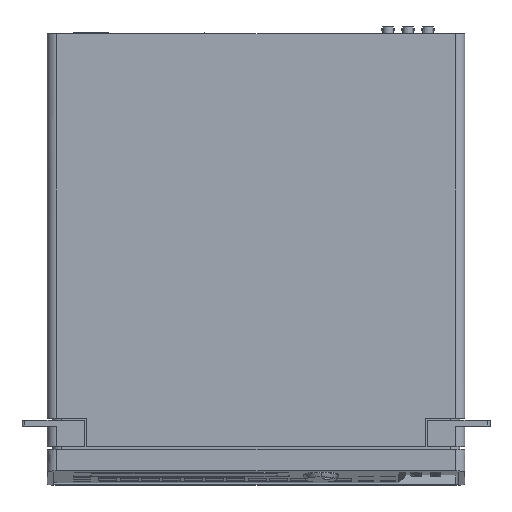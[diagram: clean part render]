
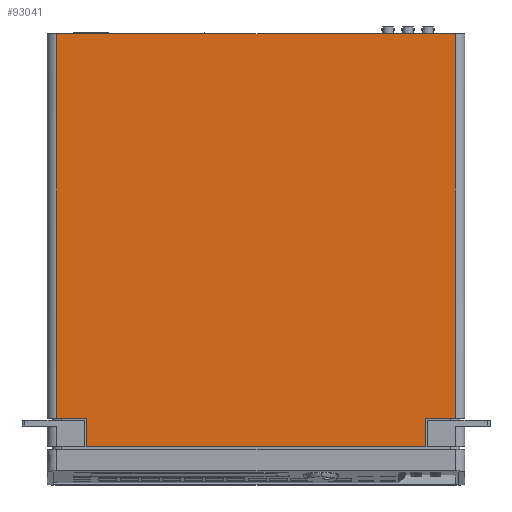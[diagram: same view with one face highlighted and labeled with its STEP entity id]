
A CAD part, top view. The second image highlights one B-rep face of the part: STEP entity #93041.
In plain terms, the highlighted free-form (B-spline) face has degree [1, 1] with [2, 2] control points.
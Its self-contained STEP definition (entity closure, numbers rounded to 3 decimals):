
#92129 = VERTEX_POINT('',#92130);
#92130 = CARTESIAN_POINT('',(-254.306,263.61,
    55.823));
#92136 = EDGE_CURVE('',#92137,#92129,#92139,.T.);
#92137 = VERTEX_POINT('',#92138);
#92138 = CARTESIAN_POINT('',(254.306,263.61,
    55.823));
#92139 = B_SPLINE_CURVE_WITH_KNOTS('',1,(#92140,#92141),.UNSPECIFIED.,
  .F.,.F.,(2,2),(-420.,-10.),.PIECEWISE_BEZIER_KNOTS.);
#92140 = CARTESIAN_POINT('',(254.306,263.61,
    55.823));
#92141 = CARTESIAN_POINT('',(-254.306,263.61,
    55.823));
#92760 = VERTEX_POINT('',#92761);
#92761 = CARTESIAN_POINT('',(-217.091,-227.635,
    55.823));
#92766 = EDGE_CURVE('',#92760,#92767,#92769,.T.);
#92767 = VERTEX_POINT('',#92768);
#92768 = CARTESIAN_POINT('',(-254.306,-227.635,
    55.823));
#92769 = B_SPLINE_CURVE_WITH_KNOTS('',1,(#92770,#92771),.UNSPECIFIED.,
  .F.,.F.,(2,2),(-30.,-0.),.PIECEWISE_BEZIER_KNOTS.);
#92770 = CARTESIAN_POINT('',(-217.091,-227.635,
    55.823));
#92771 = CARTESIAN_POINT('',(-254.306,-227.635,
    55.823));
#92894 = VERTEX_POINT('',#92895);
#92895 = CARTESIAN_POINT('',(254.306,-227.635,
    55.823));
#92901 = EDGE_CURVE('',#92894,#92902,#92904,.T.);
#92902 = VERTEX_POINT('',#92903);
#92903 = CARTESIAN_POINT('',(217.091,-227.635,
    55.823));
#92904 = B_SPLINE_CURVE_WITH_KNOTS('',1,(#92905,#92906),.UNSPECIFIED.,
  .F.,.F.,(2,2),(0.,30.),.PIECEWISE_BEZIER_KNOTS.);
#92905 = CARTESIAN_POINT('',(254.306,-227.635,
    55.823));
#92906 = CARTESIAN_POINT('',(217.091,-227.635,
    55.823));
#92937 = EDGE_CURVE('',#92938,#92940,#92942,.T.);
#92938 = VERTEX_POINT('',#92939);
#92939 = CARTESIAN_POINT('',(-217.091,-263.61,
    55.823));
#92940 = VERTEX_POINT('',#92941);
#92941 = CARTESIAN_POINT('',(217.091,-263.61,
    55.823));
#92942 = B_SPLINE_CURVE_WITH_KNOTS('',1,(#92943,#92944),.UNSPECIFIED.,
  .F.,.F.,(2,2),(40.,390.),.PIECEWISE_BEZIER_KNOTS.);
#92943 = CARTESIAN_POINT('',(-217.091,-263.61,
    55.823));
#92944 = CARTESIAN_POINT('',(217.091,-263.61,
    55.823));
#92993 = EDGE_CURVE('',#92129,#92767,#92994,.T.);
#92994 = B_SPLINE_CURVE_WITH_KNOTS('',1,(#92995,#92996),.UNSPECIFIED.,
  .F.,.F.,(2,2),(-425.,-29.),.PIECEWISE_BEZIER_KNOTS.);
#92995 = CARTESIAN_POINT('',(-254.306,263.61,
    55.823));
#92996 = CARTESIAN_POINT('',(-254.306,-227.635,
    55.823));
#93041 = ADVANCED_FACE('',(#93042),#93064,.T.);
#93042 = FACE_BOUND('',#93043,.T.);
#93043 = EDGE_LOOP('',(#93044,#93049,#93050,#93055,#93056,#93061,#93062,
    #93063));
#93044 = ORIENTED_EDGE('',*,*,#93045,.T.);
#93045 = EDGE_CURVE('',#92760,#92938,#93046,.T.);
#93046 = B_SPLINE_CURVE_WITH_KNOTS('',1,(#93047,#93048),.UNSPECIFIED.,
  .F.,.F.,(2,2),(-0.,29.),.PIECEWISE_BEZIER_KNOTS.);
#93047 = CARTESIAN_POINT('',(-217.091,-227.635,
    55.823));
#93048 = CARTESIAN_POINT('',(-217.091,-263.61,
    55.823));
#93049 = ORIENTED_EDGE('',*,*,#92937,.T.);
#93050 = ORIENTED_EDGE('',*,*,#93051,.F.);
#93051 = EDGE_CURVE('',#92902,#92940,#93052,.T.);
#93052 = B_SPLINE_CURVE_WITH_KNOTS('',1,(#93053,#93054),.UNSPECIFIED.,
  .F.,.F.,(2,2),(-0.,29.),.PIECEWISE_BEZIER_KNOTS.);
#93053 = CARTESIAN_POINT('',(217.091,-227.635,
    55.823));
#93054 = CARTESIAN_POINT('',(217.091,-263.61,
    55.823));
#93055 = ORIENTED_EDGE('',*,*,#92901,.F.);
#93056 = ORIENTED_EDGE('',*,*,#93057,.T.);
#93057 = EDGE_CURVE('',#92894,#92137,#93058,.T.);
#93058 = B_SPLINE_CURVE_WITH_KNOTS('',1,(#93059,#93060),.UNSPECIFIED.,
  .F.,.F.,(2,2),(-396.,0.),.PIECEWISE_BEZIER_KNOTS.);
#93059 = CARTESIAN_POINT('',(254.306,-227.635,
    55.823));
#93060 = CARTESIAN_POINT('',(254.306,263.61,
    55.823));
#93061 = ORIENTED_EDGE('',*,*,#92136,.T.);
#93062 = ORIENTED_EDGE('',*,*,#92993,.T.);
#93063 = ORIENTED_EDGE('',*,*,#92766,.F.);
#93064 = B_SPLINE_SURFACE_WITH_KNOTS('',1,1,(
    (#93065,#93066)
    ,(#93067,#93068
  )),.UNSPECIFIED.,.F.,.F.,.F.,(2,2),(2,2),(-205.,205.),(-212.5,212.5),
  .PIECEWISE_BEZIER_KNOTS.);
#93065 = CARTESIAN_POINT('',(-254.306,-263.61,
    55.823));
#93066 = CARTESIAN_POINT('',(-254.306,263.61,
    55.823));
#93067 = CARTESIAN_POINT('',(254.306,-263.61,
    55.823));
#93068 = CARTESIAN_POINT('',(254.306,263.61,
    55.823));
